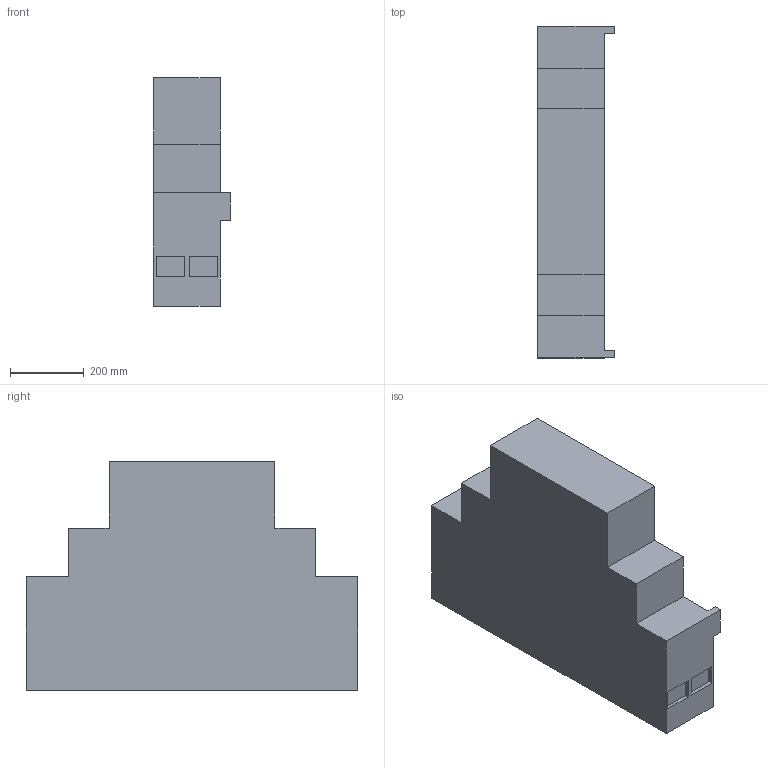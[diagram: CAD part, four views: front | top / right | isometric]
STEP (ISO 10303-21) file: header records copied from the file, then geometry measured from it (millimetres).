
FILE_DESCRIPTION((' '),'2;1');
FILE_NAME('KT7-UA-_3D.stp','2012-04-03T16:49:49',(' '),(' '),' ','ACIS',' ');
FILE_SCHEMA(('CONFIG_CONTROL_DESIGN'));
Length unit declared in the file: millimetre
Products named in the file (1): KT7-UA-_3D.stp
Bounding box: 207.5 x 900 x 620 mm (x, y, z)
Volume: 80308300 mm3; surface area: 1461490 mm2
Topology: 1 solids, 1 shells, 40 faces, 102 edges, 68 vertices
Faces by surface type: plane 32, bspline 8
Entity records: 1293 total; most frequent: CARTESIAN_POINT 235, ORIENTED_EDGE 204, DIRECTION 168, VECTOR 102, LINE 102, EDGE_CURVE 102, VERTEX_POINT 68, EDGE_LOOP 44
